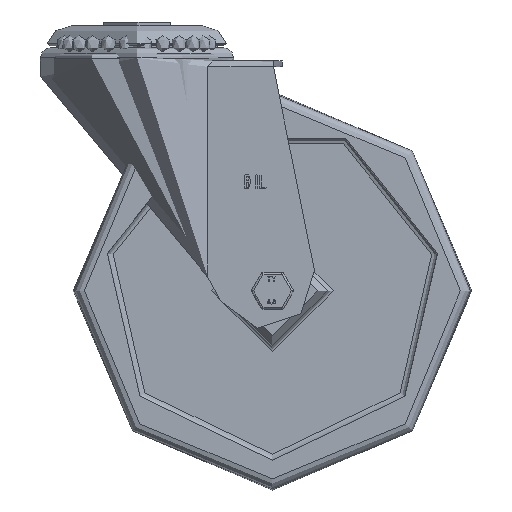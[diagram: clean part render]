
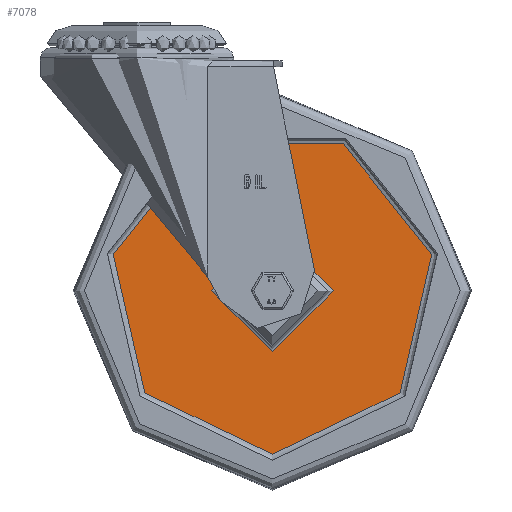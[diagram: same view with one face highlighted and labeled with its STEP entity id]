
A CAD part, front view. The second image highlights one B-rep face of the part: STEP entity #7078.
In plain terms, the highlighted planar face has unit normal (0, -1, 0).
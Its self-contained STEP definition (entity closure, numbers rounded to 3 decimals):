
#675=FACE_BOUND('',#1585,.T.);
#749=PLANE('',#7784);
#1146=FACE_OUTER_BOUND('',#1584,.T.);
#1584=EDGE_LOOP('',(#5400));
#1585=EDGE_LOOP('',(#5401));
#3052=CIRCLE('',#7783,30.5);
#3053=CIRCLE('',#7785,82.);
#3416=VERTEX_POINT('',#12002);
#3417=VERTEX_POINT('',#12006);
#4142=EDGE_CURVE('',#3416,#3416,#3052,.T.);
#4143=EDGE_CURVE('',#3417,#3417,#3053,.T.);
#5400=ORIENTED_EDGE('',*,*,#4143,.F.);
#5401=ORIENTED_EDGE('',*,*,#4142,.T.);
#7078=ADVANCED_FACE('',(#1146,#675),#749,.T.);
#7783=AXIS2_PLACEMENT_3D('',#12004,#8904,#8905);
#7784=AXIS2_PLACEMENT_3D('',#12005,#8906,#8907);
#7785=AXIS2_PLACEMENT_3D('',#12007,#8908,#8909);
#8904=DIRECTION('center_axis',(0.,1.,0.));
#8905=DIRECTION('ref_axis',(1.,0.,0.));
#8906=DIRECTION('center_axis',(0.,-1.,0.));
#8907=DIRECTION('ref_axis',(0.,0.,-1.));
#8908=DIRECTION('center_axis',(0.,1.,0.));
#8909=DIRECTION('ref_axis',(1.,0.,0.));
#12002=CARTESIAN_POINT('',(0.,-5.5,-30.5));
#12004=CARTESIAN_POINT('Origin',(0.,-5.5,0.));
#12005=CARTESIAN_POINT('Origin',(0.,-5.5,82.));
#12006=CARTESIAN_POINT('',(0.,-5.5,-82.));
#12007=CARTESIAN_POINT('Origin',(0.,-5.5,0.));
